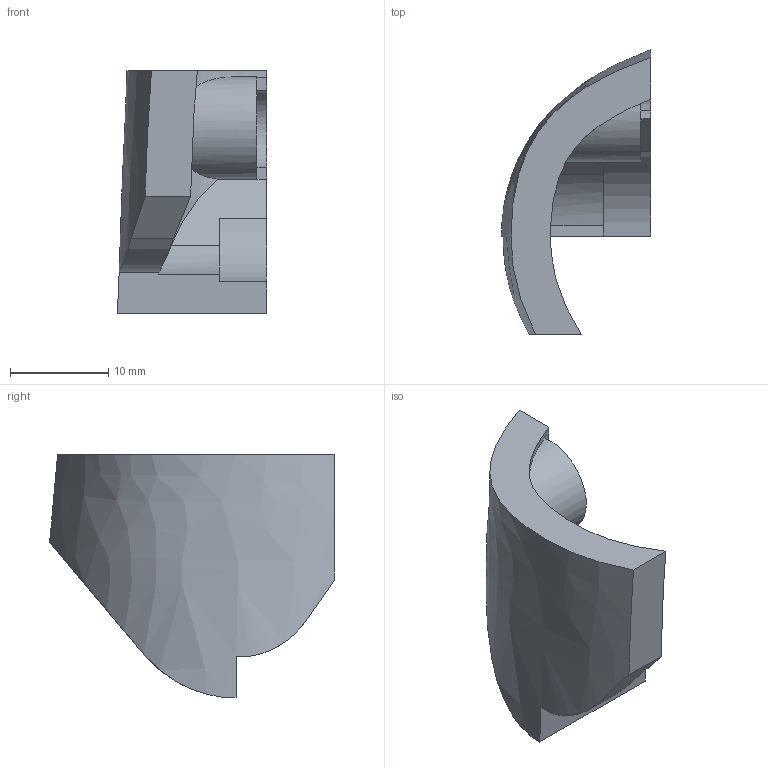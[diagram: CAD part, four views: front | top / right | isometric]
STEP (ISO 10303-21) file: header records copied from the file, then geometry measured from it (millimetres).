
FILE_DESCRIPTION (( 'STEP AP214' ), '1' );
FILE_NAME ('kuping kiri.STEP', '2025-05-25T21:22:20', ( '' ), ( '' ), 'SwSTEP 2.0', 'SolidWorks 2023', '' );
FILE_SCHEMA (( 'AUTOMOTIVE_DESIGN' ));
Length unit declared in the file: millimetre
Products named in the file (1): kuping kiri
Bounding box: 15.19 x 28.97 x 24.7 mm (x, y, z)
Volume: 3072.5 mm3; surface area: 2111.5 mm2
Topology: 1 solids, 1 shells, 25 faces, 66 edges, 43 vertices
Faces by surface type: plane 15, cylinder 8, bspline 2
Entity records: 5413 total; most frequent: CARTESIAN_POINT 4807, ORIENTED_EDGE 132, DIRECTION 104, EDGE_CURVE 66, VERTEX_POINT 43, AXIS2_PLACEMENT_3D 36, VECTOR 32, LINE 32
